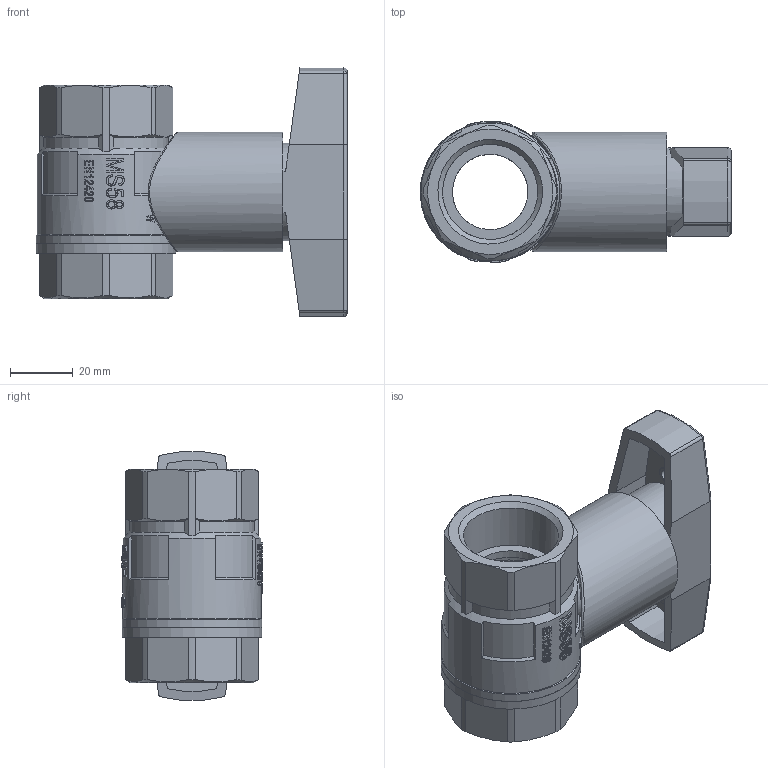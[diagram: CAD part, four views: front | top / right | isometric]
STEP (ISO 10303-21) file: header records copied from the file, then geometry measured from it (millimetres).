
FILE_DESCRIPTION(/* description */ ('Unknown'),/* implementation_level */ '2;1');
FILE_NAME(/* name */ '685-06',/* time_stamp */ '2022-06-14T08:18:22+02:00',/* author */ ('Unknown'),/* organization */ ('Unknown'),/* preprocessor_version */ 'ST-DEVELOPER v16.7',/* originating_system */ 'Solid Edge',/* authorisation */ 'Unknown');
FILE_SCHEMA (('AUTOMOTIVE_DESIGN {1 0 10303 214 3 1 1}'));
Length unit declared in the file: millimetre
Products named in the file (13): 685_1; 600-1-Spindel-co_oa_0; 600-1-Stopfbuchse; 600-1-spindel; 600-1-Körper_oa_1; 600-06_Körper; 600-1-Einschraubteil_; T-Griff 1; Schraube-m-imbus-1; T-Griff-Al-1-a; Abdeckkappe-3_8-1_1_2_0; Isolierhülse_1
Assembly tree (12 placements, depth 4):
  685_1
    600-1-Spindel-co_oa_0
      600-1-Stopfbuchse
      600-1-spindel
    600-1-Körper_oa_1
      600-06_Körper
      600-1-Einschraubteil_
    T-Griff 1
      Schraube-m-imbus-1
        Schraube-m-imbus-1
      T-Griff-Al-1-a
      Abdeckkappe-3_8-1_1_2_0
    Isolierhülse_1
Bounding box: 99.15 x 45 x 79.22 mm (x, y, z)
Volume: 90459.6 mm3; surface area: 55866.7 mm2
Topology: 8 solids, 8 shells, 1394 faces, 3875 edges, 2567 vertices
Faces by surface type: plane 1207, cylinder 132, cone 36, bspline 10, torus 5, sphere 4
Full cylindrical faces by diameter (mm): 3.4 x2, 5.4 x4, 8.5 x1, 8.9 x1, 12 x2, 12.1 x1, 12.5 x1, 14 x2, 14.5 x1, 16 x1, 16.5 x1, 18 x1, 18.1 x1, 21 x1, 22.5 x1, 24 x2, 28 x1, 30 x1, 30.291 x1, 31 x4, 34 x1, 38 x1, 38.5 x1, 40 x2, 40.5 x1, 44 x1, 44.5 x2
Entity records: 57840 total; most frequent: CARTESIAN_POINT 12716, DIRECTION 8453, ORIENTED_EDGE 7584, EDGE_CURVE 3792, AXIS2_PLACEMENT_3D 3366, VERTEX_POINT 2547, LINE 1721, VECTOR 1721
